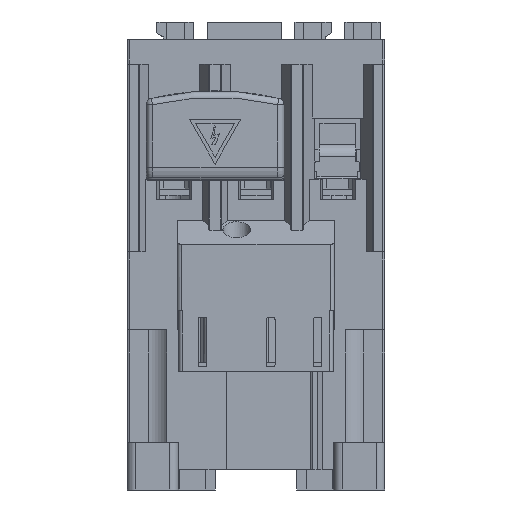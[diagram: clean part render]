
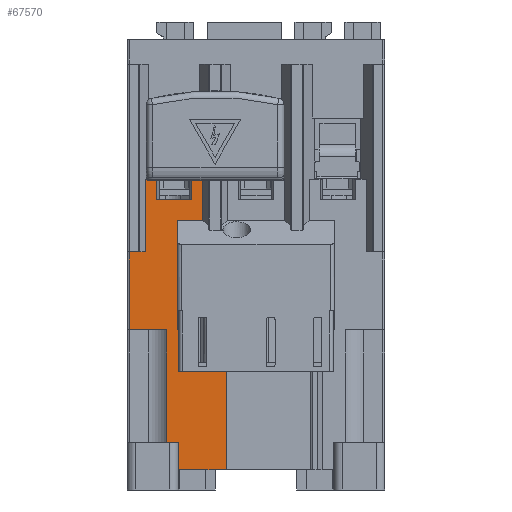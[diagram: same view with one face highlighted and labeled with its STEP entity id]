
A CAD part, front view. The second image highlights one B-rep face of the part: STEP entity #67570.
In plain terms, the highlighted planar face has unit normal (0, -1, 0).
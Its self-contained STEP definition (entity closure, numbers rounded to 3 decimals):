
#31150=CARTESIAN_POINT('',(-18.25,-46.5,64.45));
#31160=VERTEX_POINT('',#31150);
#31190=CARTESIAN_POINT('',(0.,-46.5,64.45));
#31200=DIRECTION('',(1.,0.,0.));
#31210=VECTOR('',#31200,1.);
#31220=LINE('',#31190,#31210);
#31230=CARTESIAN_POINT('',(-12.372,-46.5,64.45));
#31240=VERTEX_POINT('',#31230);
#31250=EDGE_CURVE('',#31160,#31240,#31220,.T.);
#52000=CARTESIAN_POINT('',(-18.,-46.5,29.4));
#52010=VERTEX_POINT('',#52000);
#52040=CARTESIAN_POINT('',(-18.,-46.5,6.5));
#52050=DIRECTION('',(0.,0.,-1.));
#52060=VECTOR('',#52050,1.);
#52070=LINE('',#52040,#52060);
#52080=CARTESIAN_POINT('',(-18.,-46.5,39.));
#52090=VERTEX_POINT('',#52080);
#52100=EDGE_CURVE('',#52090,#52010,#52070,.T.);
#59920=CARTESIAN_POINT('',(0.,-46.5,29.4));
#59930=DIRECTION('',(-1.,0.,0.));
#59940=VECTOR('',#59930,1.);
#59950=LINE('',#59920,#59940);
#59960=CARTESIAN_POINT('',(-6.9,-46.5,29.4));
#59970=VERTEX_POINT('',#59960);
#59980=EDGE_CURVE('',#59970,#52010,#59950,.T.);
#62840=CARTESIAN_POINT('',(-20.757,-46.5,12.8));
#62850=VERTEX_POINT('',#62840);
#62880=CARTESIAN_POINT('',(0.,-46.5,12.8));
#62890=DIRECTION('',(1.,0.,0.));
#62900=VECTOR('',#62890,1.);
#62910=LINE('',#62880,#62900);
#62920=CARTESIAN_POINT('',(-18.,-46.5,12.8));
#62930=VERTEX_POINT('',#62920);
#62940=EDGE_CURVE('',#62850,#62930,#62910,.T.);
#66010=CARTESIAN_POINT('',(-20.757,-46.5,39.));
#66020=VERTEX_POINT('',#66010);
#66050=CARTESIAN_POINT('',(-20.757,-46.5,8.4));
#66060=DIRECTION('',(0.,0.,1.));
#66070=VECTOR('',#66060,1.);
#66080=LINE('',#66050,#66070);
#66090=EDGE_CURVE('',#62850,#66020,#66080,.T.);
#66150=CARTESIAN_POINT('',(-6.9,-46.5,8.4));
#66160=DIRECTION('',(-0.,-1.,-0.));
#66170=DIRECTION('',(-1.,0.,0.));
#66180=AXIS2_PLACEMENT_3D('',#66150,#66160,#66170);
#66190=PLANE('',#66180);
#66200=ORIENTED_EDGE('',*,*,#66090,.F.);
#66210=CARTESIAN_POINT('',(-29.4,-46.5,39.));
#66220=DIRECTION('',(1.,0.,0.));
#66230=VECTOR('',#66220,1.);
#66240=LINE('',#66210,#66230);
#66250=CARTESIAN_POINT('',(-29.4,-46.5,39.));
#66260=VERTEX_POINT('',#66250);
#66270=EDGE_CURVE('',#66260,#66020,#66240,.T.);
#66280=ORIENTED_EDGE('',*,*,#66270,.T.);
#66290=CARTESIAN_POINT('',(-29.4,-46.5,39.));
#66300=DIRECTION('',(0.,0.,1.));
#66310=VECTOR('',#66300,1.);
#66320=LINE('',#66290,#66310);
#66330=CARTESIAN_POINT('',(-29.4,-46.5,57.1));
#66340=VERTEX_POINT('',#66330);
#66350=EDGE_CURVE('',#66260,#66340,#66320,.T.);
#66360=ORIENTED_EDGE('',*,*,#66350,.F.);
#66370=CARTESIAN_POINT('',(0.,-46.5,57.1));
#66380=DIRECTION('',(-1.,0.,0.));
#66390=VECTOR('',#66380,1.);
#66400=LINE('',#66370,#66390);
#66410=CARTESIAN_POINT('',(-25.628,-46.5,57.1));
#66420=VERTEX_POINT('',#66410);
#66430=EDGE_CURVE('',#66420,#66340,#66400,.T.);
#66440=ORIENTED_EDGE('',*,*,#66430,.T.);
#66450=CARTESIAN_POINT('',(-25.628,-46.5,39.));
#66460=DIRECTION('',(0.,0.,-1.));
#66470=VECTOR('',#66460,1.);
#66480=LINE('',#66450,#66470);
#66490=CARTESIAN_POINT('',(-25.628,-46.5,74.));
#66500=VERTEX_POINT('',#66490);
#66510=EDGE_CURVE('',#66500,#66420,#66480,.T.);
#66520=ORIENTED_EDGE('',*,*,#66510,.T.);
#66530=CARTESIAN_POINT('',(-25.628,-46.5,74.));
#66540=DIRECTION('',(1.,0.,0.));
#66550=VECTOR('',#66540,1.);
#66560=LINE('',#66530,#66550);
#66570=CARTESIAN_POINT('',(-23.116,-46.5,74.));
#66580=VERTEX_POINT('',#66570);
#66590=EDGE_CURVE('',#66500,#66580,#66560,.T.);
#66600=ORIENTED_EDGE('',*,*,#66590,.F.);
#66610=CARTESIAN_POINT('',(-23.116,-46.5,69.2));
#66620=DIRECTION('',(0.,0.,1.));
#66630=VECTOR('',#66620,1.);
#66640=LINE('',#66610,#66630);
#66650=CARTESIAN_POINT('',(-23.116,-46.5,69.2));
#66660=VERTEX_POINT('',#66650);
#66670=EDGE_CURVE('',#66660,#66580,#66640,.T.);
#66680=ORIENTED_EDGE('',*,*,#66670,.T.);
#66690=CARTESIAN_POINT('',(-12.372,-46.5,69.2));
#66700=DIRECTION('',(-1.,0.,0.));
#66710=VECTOR('',#66700,1.);
#66720=LINE('',#66690,#66710);
#66730=CARTESIAN_POINT('',(-14.884,-46.5,69.2));
#66740=VERTEX_POINT('',#66730);
#66750=EDGE_CURVE('',#66740,#66660,#66720,.T.);
#66760=ORIENTED_EDGE('',*,*,#66750,.T.);
#66770=CARTESIAN_POINT('',(-14.884,-46.5,69.2));
#66780=DIRECTION('',(0.,0.,1.));
#66790=VECTOR('',#66780,1.);
#66800=LINE('',#66770,#66790);
#66810=CARTESIAN_POINT('',(-14.884,-46.5,74.));
#66820=VERTEX_POINT('',#66810);
#66830=EDGE_CURVE('',#66740,#66820,#66800,.T.);
#66840=ORIENTED_EDGE('',*,*,#66830,.F.);
#66850=CARTESIAN_POINT('',(-14.884,-46.5,74.));
#66860=DIRECTION('',(1.,0.,0.));
#66870=VECTOR('',#66860,1.);
#66880=LINE('',#66850,#66870);
#66890=CARTESIAN_POINT('',(-12.372,-46.5,74.));
#66900=VERTEX_POINT('',#66890);
#66910=EDGE_CURVE('',#66820,#66900,#66880,.T.);
#66920=ORIENTED_EDGE('',*,*,#66910,.F.);
#66930=CARTESIAN_POINT('',(-12.372,-46.5,39.));
#66940=DIRECTION('',(0.,0.,-1.));
#66950=VECTOR('',#66940,1.);
#66960=LINE('',#66930,#66950);
#66970=EDGE_CURVE('',#66900,#31240,#66960,.T.);
#66980=ORIENTED_EDGE('',*,*,#66970,.F.);
#66990=ORIENTED_EDGE('',*,*,#31250,.T.);
#67000=CARTESIAN_POINT('',(-18.25,-46.5,39.));
#67010=DIRECTION('',(0.,0.,-1.));
#67020=VECTOR('',#67010,1.);
#67030=LINE('',#67000,#67020);
#67040=CARTESIAN_POINT('',(-18.25,-46.5,57.1));
#67050=VERTEX_POINT('',#67040);
#67060=EDGE_CURVE('',#31160,#67050,#67030,.T.);
#67070=ORIENTED_EDGE('',*,*,#67060,.F.);
#67080=CARTESIAN_POINT('',(-12.372,-46.5,57.1));
#67090=DIRECTION('',(-1.,0.,0.));
#67100=VECTOR('',#67090,1.);
#67110=LINE('',#67080,#67100);
#67120=CARTESIAN_POINT('',(-18.3,-46.5,57.1));
#67130=VERTEX_POINT('',#67120);
#67140=EDGE_CURVE('',#67050,#67130,#67110,.T.);
#67150=ORIENTED_EDGE('',*,*,#67140,.F.);
#67160=CARTESIAN_POINT('',(-18.3,-46.5,39.));
#67170=DIRECTION('',(0.,0.,1.));
#67180=VECTOR('',#67170,1.);
#67190=LINE('',#67160,#67180);
#67200=CARTESIAN_POINT('',(-18.3,-46.5,39.));
#67210=VERTEX_POINT('',#67200);
#67220=EDGE_CURVE('',#67210,#67130,#67190,.T.);
#67230=ORIENTED_EDGE('',*,*,#67220,.T.);
#67240=CARTESIAN_POINT('',(-18.,-46.5,39.));
#67250=DIRECTION('',(-1.,0.,0.));
#67260=VECTOR('',#67250,1.);
#67270=LINE('',#67240,#67260);
#67280=EDGE_CURVE('',#52090,#67210,#67270,.T.);
#67290=ORIENTED_EDGE('',*,*,#67280,.T.);
#67300=ORIENTED_EDGE('',*,*,#52100,.F.);
#67310=ORIENTED_EDGE('',*,*,#59980,.T.);
#67320=CARTESIAN_POINT('',(-6.9,-46.5,8.4));
#67330=DIRECTION('',(0.,0.,1.));
#67340=VECTOR('',#67330,1.);
#67350=LINE('',#67320,#67340);
#67360=CARTESIAN_POINT('',(-6.9,-46.5,6.5));
#67370=VERTEX_POINT('',#67360);
#67380=EDGE_CURVE('',#67370,#59970,#67350,.T.);
#67390=ORIENTED_EDGE('',*,*,#67380,.T.);
#67400=CARTESIAN_POINT('',(-6.9,-46.5,6.5));
#67410=DIRECTION('',(-1.,0.,0.));
#67420=VECTOR('',#67410,1.);
#67430=LINE('',#67400,#67420);
#67440=CARTESIAN_POINT('',(-18.,-46.5,6.5));
#67450=VERTEX_POINT('',#67440);
#67460=EDGE_CURVE('',#67370,#67450,#67430,.T.);
#67470=ORIENTED_EDGE('',*,*,#67460,.F.);
#67480=CARTESIAN_POINT('',(-18.,-46.5,6.5));
#67490=DIRECTION('',(0.,0.,1.));
#67500=VECTOR('',#67490,1.);
#67510=LINE('',#67480,#67500);
#67520=EDGE_CURVE('',#67450,#62930,#67510,.T.);
#67530=ORIENTED_EDGE('',*,*,#67520,.F.);
#67540=ORIENTED_EDGE('',*,*,#62940,.T.);
#67550=EDGE_LOOP('',(#67540,#67530,#67470,#67390,#67310,#67300,#67290,
#67230,#67150,#67070,#66990,#66980,#66920,#66840,#66760,#66680,#66600,
#66520,#66440,#66360,#66280,#66200));
#67560=FACE_OUTER_BOUND('',#67550,.T.);
#67570=ADVANCED_FACE('',(#67560),#66190,.T.);
